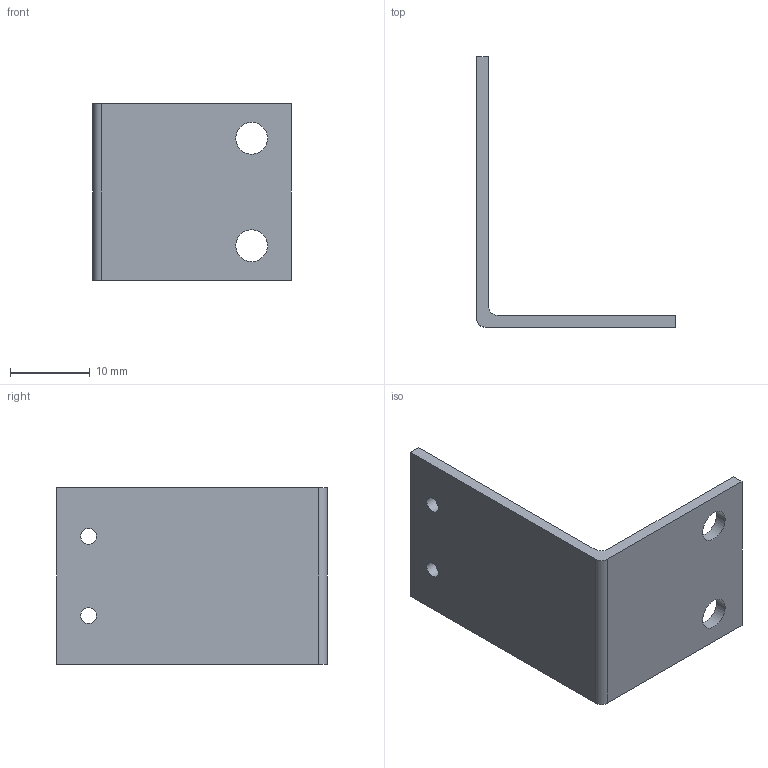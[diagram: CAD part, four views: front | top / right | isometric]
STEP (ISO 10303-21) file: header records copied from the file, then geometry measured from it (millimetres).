
FILE_DESCRIPTION(('HOOPS Exchange Step'),'2;1');
FILE_NAME('49cce156db63cb41ab64bf21f4ed1b0c20220123-1-zb2c7.SLDPRT.step','2022-01-23T18:18:14+00:00',('root'),('Unknown organisation'),'HOOPS Exchange 2021.0','HOOPS Exchange','Unknown authorisation');
FILE_SCHEMA( ('AUTOMOTIVE_DESIGN { 1 0 10303 214 1 1 1 1 }') );
Length unit declared in the file: millimetre
Products named in the file (2): Défaut; 49cce156db63cb41ab64bf21f4ed1b0c20220123-1-zb2c7
Assembly tree (1 placements, depth 2):
  49cce156db63cb41ab64bf21f4ed1b0c20220123-1-zb2c7
    Défaut
Bounding box: 25 x 34 x 22.15 mm (x, y, z)
Volume: 1863.3 mm3; surface area: 2758.6 mm2
Topology: 1 solids, 1 shells, 14 faces, 36 edges, 24 vertices
Faces by surface type: plane 8, cylinder 6
Full cylindrical faces by diameter (mm): 2 x2, 4 x2
Entity records: 495 total; most frequent: DIRECTION 82, CARTESIAN_POINT 77, ORIENTED_EDGE 72, EDGE_CURVE 36, AXIS2_PLACEMENT_3D 29, VERTEX_POINT 24, VECTOR 24, LINE 24
